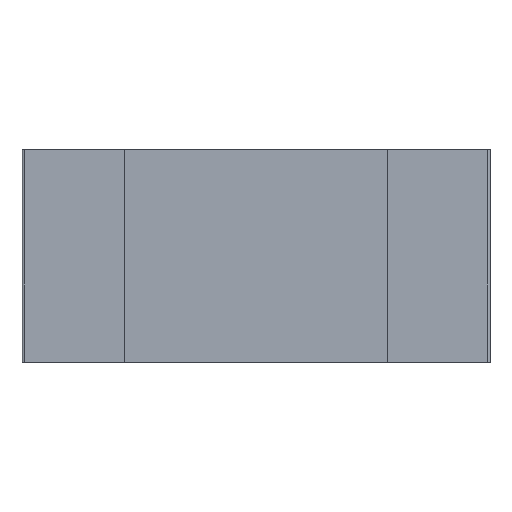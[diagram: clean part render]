
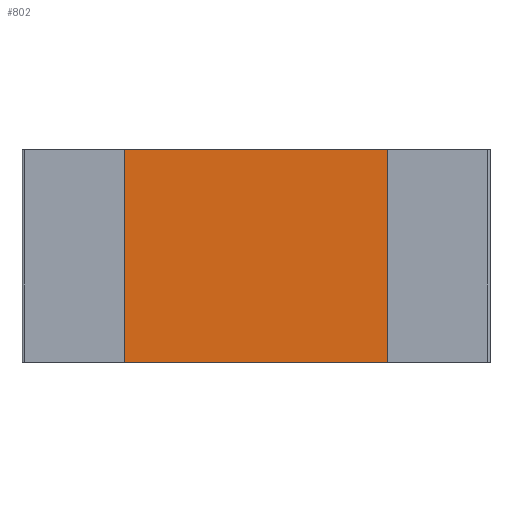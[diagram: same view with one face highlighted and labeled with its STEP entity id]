
A CAD part, top view. The second image highlights one B-rep face of the part: STEP entity #802.
In plain terms, the highlighted planar face has unit normal (0, 0, 1).
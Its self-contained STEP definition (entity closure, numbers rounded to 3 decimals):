
#16=DIRECTION('',(1.,0.,0.));
#17=VECTOR('',#16,10.88);
#18=CARTESIAN_POINT('',(-5.44,-2.5,0.52));
#19=LINE('',#18,#17);
#150=DIRECTION('',(1.,0.,0.));
#151=VECTOR('',#150,2.34);
#152=CARTESIAN_POINT('',(-5.44,-2.495,0.52));
#153=LINE('',#152,#151);
#154=DIRECTION('',(0.,1.,0.));
#155=VECTOR('',#154,4.99);
#156=CARTESIAN_POINT('',(-3.1,-2.495,0.52));
#157=LINE('',#156,#155);
#158=DIRECTION('',(1.,0.,0.));
#159=VECTOR('',#158,2.34);
#160=CARTESIAN_POINT('',(-5.44,2.495,0.52));
#161=LINE('',#160,#159);
#162=DIRECTION('',(0.,1.,0.));
#163=VECTOR('',#162,0.005);
#164=CARTESIAN_POINT('',(-5.44,2.495,0.52));
#165=LINE('',#164,#163);
#166=DIRECTION('',(1.,0.,0.));
#167=VECTOR('',#166,2.34);
#168=CARTESIAN_POINT('',(3.1,2.495,0.52));
#169=LINE('',#168,#167);
#170=DIRECTION('',(0.,1.,0.));
#171=VECTOR('',#170,4.99);
#172=CARTESIAN_POINT('',(3.1,-2.495,0.52));
#173=LINE('',#172,#171);
#174=DIRECTION('',(1.,0.,0.));
#175=VECTOR('',#174,2.34);
#176=CARTESIAN_POINT('',(3.1,-2.495,0.52));
#177=LINE('',#176,#175);
#178=DIRECTION('',(0.,1.,0.));
#179=VECTOR('',#178,0.005);
#180=CARTESIAN_POINT('',(-5.44,-2.5,0.52));
#181=LINE('',#180,#179);
#343=DIRECTION('',(0.,1.,0.));
#344=VECTOR('',#343,0.005);
#345=CARTESIAN_POINT('',(5.44,-2.5,0.52));
#346=LINE('',#345,#344);
#352=DIRECTION('',(0.,1.,0.));
#353=VECTOR('',#352,0.005);
#354=CARTESIAN_POINT('',(5.44,2.495,0.52));
#355=LINE('',#354,#353);
#413=DIRECTION('',(1.,0.,0.));
#414=VECTOR('',#413,10.88);
#415=CARTESIAN_POINT('',(-5.44,2.5,0.52));
#416=LINE('',#415,#414);
#462=CARTESIAN_POINT('',(-5.44,-2.5,0.52));
#463=CARTESIAN_POINT('',(5.44,-2.5,0.52));
#464=VERTEX_POINT('',#462);
#465=VERTEX_POINT('',#463);
#478=CARTESIAN_POINT('',(-5.44,2.5,0.52));
#479=CARTESIAN_POINT('',(5.44,2.5,0.52));
#480=VERTEX_POINT('',#478);
#481=VERTEX_POINT('',#479);
#498=CARTESIAN_POINT('',(-5.44,-2.495,0.52));
#499=CARTESIAN_POINT('',(-3.1,-2.495,0.52));
#500=VERTEX_POINT('',#498);
#501=VERTEX_POINT('',#499);
#502=CARTESIAN_POINT('',(-5.44,2.495,0.52));
#503=CARTESIAN_POINT('',(-3.1,2.495,0.52));
#504=VERTEX_POINT('',#502);
#505=VERTEX_POINT('',#503);
#570=CARTESIAN_POINT('',(3.1,-2.495,0.52));
#571=CARTESIAN_POINT('',(5.44,-2.495,0.52));
#572=VERTEX_POINT('',#570);
#573=VERTEX_POINT('',#571);
#574=CARTESIAN_POINT('',(3.1,2.495,0.52));
#575=CARTESIAN_POINT('',(5.44,2.495,0.52));
#576=VERTEX_POINT('',#574);
#577=VERTEX_POINT('',#575);
#776=CARTESIAN_POINT('',(-5.44,-2.5,0.52));
#777=DIRECTION('',(0.,0.,1.));
#778=DIRECTION('',(1.,0.,0.));
#779=AXIS2_PLACEMENT_3D('',#776,#777,#778);
#780=PLANE('',#779);
#781=ORIENTED_EDGE('',*,*,#681,.T.);
#783=ORIENTED_EDGE('',*,*,#782,.T.);
#785=ORIENTED_EDGE('',*,*,#784,.F.);
#786=ORIENTED_EDGE('',*,*,#771,.T.);
#788=ORIENTED_EDGE('',*,*,#787,.T.);
#790=ORIENTED_EDGE('',*,*,#789,.F.);
#792=ORIENTED_EDGE('',*,*,#791,.F.);
#794=ORIENTED_EDGE('',*,*,#793,.F.);
#795=ORIENTED_EDGE('',*,*,#701,.T.);
#797=ORIENTED_EDGE('',*,*,#796,.F.);
#798=ORIENTED_EDGE('',*,*,#613,.F.);
#799=ORIENTED_EDGE('',*,*,#754,.T.);
#800=EDGE_LOOP('',(#781,#783,#785,#786,#788,#790,#792,#794,#795,#797,#798,
#799));
#801=FACE_OUTER_BOUND('',#800,.F.);
#613=EDGE_CURVE('',#464,#465,#19,.T.);
#681=EDGE_CURVE('',#500,#501,#153,.T.);
#701=EDGE_CURVE('',#572,#573,#177,.T.);
#754=EDGE_CURVE('',#464,#500,#181,.T.);
#771=EDGE_CURVE('',#504,#480,#165,.T.);
#782=EDGE_CURVE('',#501,#505,#157,.T.);
#784=EDGE_CURVE('',#504,#505,#161,.T.);
#787=EDGE_CURVE('',#480,#481,#416,.T.);
#789=EDGE_CURVE('',#577,#481,#355,.T.);
#791=EDGE_CURVE('',#576,#577,#169,.T.);
#793=EDGE_CURVE('',#572,#576,#173,.T.);
#796=EDGE_CURVE('',#465,#573,#346,.T.);
#802=ADVANCED_FACE('',(#801),#780,.T.);
